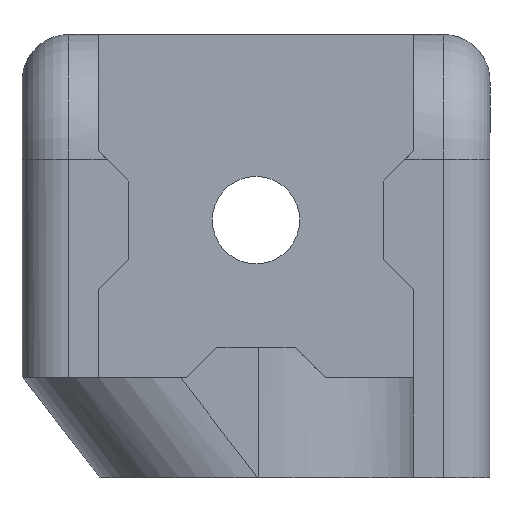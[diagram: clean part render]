
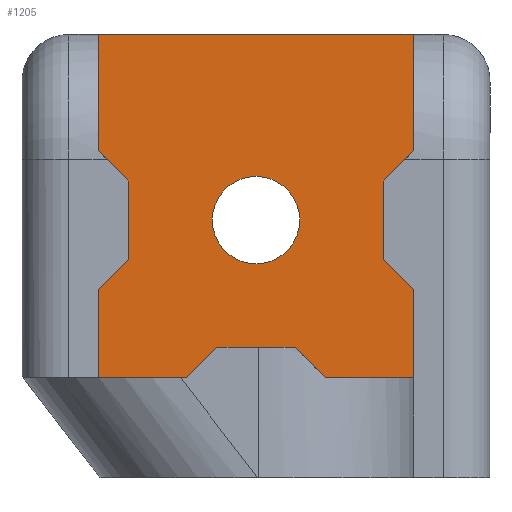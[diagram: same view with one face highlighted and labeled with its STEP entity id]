
A CAD part, left-side view. The second image highlights one B-rep face of the part: STEP entity #1205.
In plain terms, the highlighted planar face has unit normal (-1, 0, 0).
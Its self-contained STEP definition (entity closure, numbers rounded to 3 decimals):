
#39=FACE_BOUND('',#239,.T.);
#77=CIRCLE('',#1343,2.8);
#101=PLANE('',#1344);
#167=FACE_OUTER_BOUND('',#238,.T.);
#238=EDGE_LOOP('',(#1045,#1046,#1047,#1048,#1049,#1050,#1051,#1052,#1053,
#1054,#1055,#1056,#1057,#1058,#1059,#1060));
#239=EDGE_LOOP('',(#1061));
#314=LINE('',#1999,#416);
#317=LINE('',#2006,#419);
#320=LINE('',#2012,#422);
#322=LINE('',#2021,#424);
#325=LINE('',#2033,#427);
#329=LINE('',#2042,#431);
#332=LINE('',#2242,#434);
#333=LINE('',#2244,#435);
#334=LINE('',#2246,#436);
#335=LINE('',#2248,#437);
#336=LINE('',#2250,#438);
#337=LINE('',#2251,#439);
#338=LINE('',#2253,#440);
#339=LINE('',#2255,#441);
#340=LINE('',#2256,#442);
#341=LINE('',#2257,#443);
#416=VECTOR('',#1587,10.);
#419=VECTOR('',#1594,10.);
#422=VECTOR('',#1599,10.);
#424=VECTOR('',#1609,10.);
#427=VECTOR('',#1622,10.);
#431=VECTOR('',#1630,10.);
#434=VECTOR('',#1667,10.);
#435=VECTOR('',#1668,10.);
#436=VECTOR('',#1669,10.);
#437=VECTOR('',#1670,10.);
#438=VECTOR('',#1671,10.);
#439=VECTOR('',#1672,10.);
#440=VECTOR('',#1673,10.);
#441=VECTOR('',#1674,10.);
#442=VECTOR('',#1675,10.);
#443=VECTOR('',#1676,10.);
#557=VERTEX_POINT('',#1994);
#558=VERTEX_POINT('',#1998);
#560=VERTEX_POINT('',#2004);
#562=VERTEX_POINT('',#2010);
#564=VERTEX_POINT('',#2018);
#565=VERTEX_POINT('',#2020);
#568=VERTEX_POINT('',#2030);
#569=VERTEX_POINT('',#2032);
#572=VERTEX_POINT('',#2040);
#580=VERTEX_POINT('',#2237);
#581=VERTEX_POINT('',#2241);
#582=VERTEX_POINT('',#2243);
#583=VERTEX_POINT('',#2245);
#584=VERTEX_POINT('',#2247);
#585=VERTEX_POINT('',#2249);
#586=VERTEX_POINT('',#2252);
#587=VERTEX_POINT('',#2254);
#705=EDGE_CURVE('',#558,#557,#314,.T.);
#709=EDGE_CURVE('',#557,#560,#317,.T.);
#712=EDGE_CURVE('',#560,#562,#320,.T.);
#716=EDGE_CURVE('',#565,#564,#322,.T.);
#722=EDGE_CURVE('',#569,#568,#325,.T.);
#727=EDGE_CURVE('',#568,#572,#329,.T.);
#743=EDGE_CURVE('',#580,#580,#77,.T.);
#745=EDGE_CURVE('',#562,#581,#332,.T.);
#746=EDGE_CURVE('',#581,#582,#333,.T.);
#747=EDGE_CURVE('',#582,#583,#334,.T.);
#748=EDGE_CURVE('',#583,#584,#335,.T.);
#749=EDGE_CURVE('',#584,#585,#336,.T.);
#750=EDGE_CURVE('',#585,#569,#337,.T.);
#751=EDGE_CURVE('',#572,#586,#338,.T.);
#752=EDGE_CURVE('',#586,#587,#339,.T.);
#753=EDGE_CURVE('',#587,#565,#340,.T.);
#754=EDGE_CURVE('',#564,#558,#341,.T.);
#1045=ORIENTED_EDGE('',*,*,#709,.T.);
#1046=ORIENTED_EDGE('',*,*,#712,.T.);
#1047=ORIENTED_EDGE('',*,*,#745,.T.);
#1048=ORIENTED_EDGE('',*,*,#746,.T.);
#1049=ORIENTED_EDGE('',*,*,#747,.T.);
#1050=ORIENTED_EDGE('',*,*,#748,.T.);
#1051=ORIENTED_EDGE('',*,*,#749,.T.);
#1052=ORIENTED_EDGE('',*,*,#750,.T.);
#1053=ORIENTED_EDGE('',*,*,#722,.T.);
#1054=ORIENTED_EDGE('',*,*,#727,.T.);
#1055=ORIENTED_EDGE('',*,*,#751,.T.);
#1056=ORIENTED_EDGE('',*,*,#752,.T.);
#1057=ORIENTED_EDGE('',*,*,#753,.T.);
#1058=ORIENTED_EDGE('',*,*,#716,.T.);
#1059=ORIENTED_EDGE('',*,*,#754,.T.);
#1060=ORIENTED_EDGE('',*,*,#705,.T.);
#1061=ORIENTED_EDGE('',*,*,#743,.T.);
#1205=ADVANCED_FACE('',(#167,#39),#101,.F.);
#1343=AXIS2_PLACEMENT_3D('',#2238,#1662,#1663);
#1344=AXIS2_PLACEMENT_3D('',#2240,#1665,#1666);
#1587=DIRECTION('',(0.,1.,0.));
#1594=DIRECTION('',(0.,0.,-1.));
#1599=DIRECTION('',(0.,-0.707,-0.707));
#1609=DIRECTION('',(0.,-0.707,0.707));
#1622=DIRECTION('',(0.,-0.707,-0.707));
#1630=DIRECTION('',(0.,-1.,0.));
#1662=DIRECTION('center_axis',(1.,0.,0.));
#1663=DIRECTION('ref_axis',(0.,1.,0.));
#1665=DIRECTION('center_axis',(1.,0.,0.));
#1666=DIRECTION('ref_axis',(0.,1.,0.));
#1667=DIRECTION('',(0.,0.,-1.));
#1668=DIRECTION('',(0.,0.707,-0.707));
#1669=DIRECTION('',(0.,0.,-1.));
#1670=DIRECTION('',(0.,-1.,0.));
#1671=DIRECTION('',(0.,-0.707,0.707));
#1672=DIRECTION('',(0.,-1.,0.));
#1673=DIRECTION('',(0.,0.,1.));
#1674=DIRECTION('',(0.,0.707,0.707));
#1675=DIRECTION('',(0.,0.,1.));
#1676=DIRECTION('',(0.,0.,1.));
#1994=CARTESIAN_POINT('',(0.,10.1,11.9));
#1998=CARTESIAN_POINT('',(0.,-10.1,11.9));
#1999=CARTESIAN_POINT('',(0.,-15.,11.9));
#2004=CARTESIAN_POINT('',(0.,10.1,4.457));
#2006=CARTESIAN_POINT('',(0.,10.1,1.079));
#2010=CARTESIAN_POINT('',(0.,8.15,2.507));
#2012=CARTESIAN_POINT('',(0.,4.911,-0.732));
#2018=CARTESIAN_POINT('',(0.,-10.1,4.457));
#2020=CARTESIAN_POINT('',(0.,-8.15,2.507));
#2021=CARTESIAN_POINT('',(0.,-5.886,0.243));
#2030=CARTESIAN_POINT('',(0.,-4.457,-10.1));
#2032=CARTESIAN_POINT('',(0.,-2.507,-8.15));
#2033=CARTESIAN_POINT('',(0.,-1.393,-7.036));
#2040=CARTESIAN_POINT('',(0.,-10.1,-10.1));
#2042=CARTESIAN_POINT('',(0.,-5.05,-10.1));
#2237=CARTESIAN_POINT('',(0.,-2.8,0.));
#2238=CARTESIAN_POINT('Origin',(0.,0.,0.));
#2240=CARTESIAN_POINT('Origin',(0.,0.,
-2.3));
#2241=CARTESIAN_POINT('',(0.,8.15,-2.507));
#2242=CARTESIAN_POINT('',(0.,8.15,-2.404));
#2243=CARTESIAN_POINT('',(0.,10.1,-4.457));
#2244=CARTESIAN_POINT('',(0.,7.036,-1.393));
#2245=CARTESIAN_POINT('',(0.,10.1,-10.1));
#2246=CARTESIAN_POINT('',(0.,10.1,-6.2));
#2247=CARTESIAN_POINT('',(0.,4.457,-10.1));
#2248=CARTESIAN_POINT('',(0.,2.228,-10.1));
#2249=CARTESIAN_POINT('',(0.,2.507,-8.15));
#2250=CARTESIAN_POINT('',(0.,0.418,-6.061));
#2251=CARTESIAN_POINT('',(0.,-1.254,-8.15));
#2252=CARTESIAN_POINT('',(0.,-10.1,-4.457));
#2253=CARTESIAN_POINT('',(0.,-10.1,-3.379));
#2254=CARTESIAN_POINT('',(0.,-8.15,-2.507));
#2255=CARTESIAN_POINT('',(0.,-6.061,-0.418));
#2256=CARTESIAN_POINT('',(0.,-8.15,0.104));
#2257=CARTESIAN_POINT('',(0.,-10.1,4.8));
